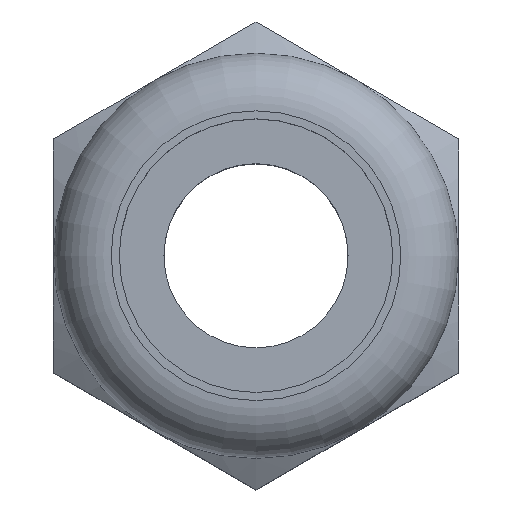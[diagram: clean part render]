
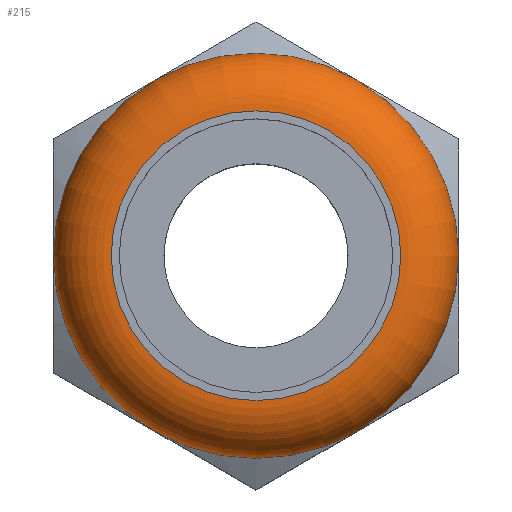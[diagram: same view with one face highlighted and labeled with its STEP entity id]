
A CAD part, top view. The second image highlights one B-rep face of the part: STEP entity #215.
In plain terms, the highlighted toroidal (fillet/blend) face has major radius 1.967 mm and minor radius 0.783 mm.
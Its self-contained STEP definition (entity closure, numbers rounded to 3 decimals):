
#18 = EDGE_CURVE ( 'NONE', #747, #747, #288, .T. ) ;
#24 = CIRCLE ( 'NONE', #344, 2.75 ) ;
#48 = ORIENTED_EDGE ( 'NONE', *, *, #18, .F. ) ;
#50 = ORIENTED_EDGE ( 'NONE', *, *, #694, .T. ) ;
#98 = CARTESIAN_POINT ( 'NONE',  ( 0., 0., 1.35 ) ) ;
#103 = DIRECTION ( 'NONE',  ( 0., 0., 1. ) ) ;
#104 = DIRECTION ( 'NONE',  ( 1., 0., 0. ) ) ;
#193 = DIRECTION ( 'NONE',  ( 1., 0., 0. ) ) ;
#199 = DIRECTION ( 'NONE',  ( 0., 0., 1. ) ) ;
#204 = CARTESIAN_POINT ( 'NONE',  ( 2.75, 0., 0.567 ) ) ;
#215 = ADVANCED_FACE ( 'NONE', ( #229, #730 ), #293, .T. ) ;
#222 = CARTESIAN_POINT ( 'NONE',  ( 0., 0., 0.567 ) ) ;
#229 = FACE_OUTER_BOUND ( 'NONE', #371, .T. ) ;
#271 = CARTESIAN_POINT ( 'NONE',  ( 1.967, 0., 1.35 ) ) ;
#288 = CIRCLE ( 'NONE', #478, 1.967 ) ;
#293 = TOROIDAL_SURFACE ( 'NONE', #444, 1.967, 0.783 ) ;
#344 = AXIS2_PLACEMENT_3D ( 'NONE', #428, #426, #424 ) ;
#371 = EDGE_LOOP ( 'NONE', ( #48 ) ) ;
#376 = EDGE_LOOP ( 'NONE', ( #50 ) ) ;
#424 = DIRECTION ( 'NONE',  ( 1., 0., 0. ) ) ;
#426 = DIRECTION ( 'NONE',  ( 0., 0., 1. ) ) ;
#428 = CARTESIAN_POINT ( 'NONE',  ( 0., 0., 0.567 ) ) ;
#444 = AXIS2_PLACEMENT_3D ( 'NONE', #222, #199, #193 ) ;
#478 = AXIS2_PLACEMENT_3D ( 'NONE', #98, #103, #104 ) ;
#694 = EDGE_CURVE ( 'NONE', #712, #712, #24, .T. ) ;
#712 = VERTEX_POINT ( 'NONE', #204 ) ;
#730 = FACE_OUTER_BOUND ( 'NONE', #376, .T. ) ;
#747 = VERTEX_POINT ( 'NONE', #271 ) ;
